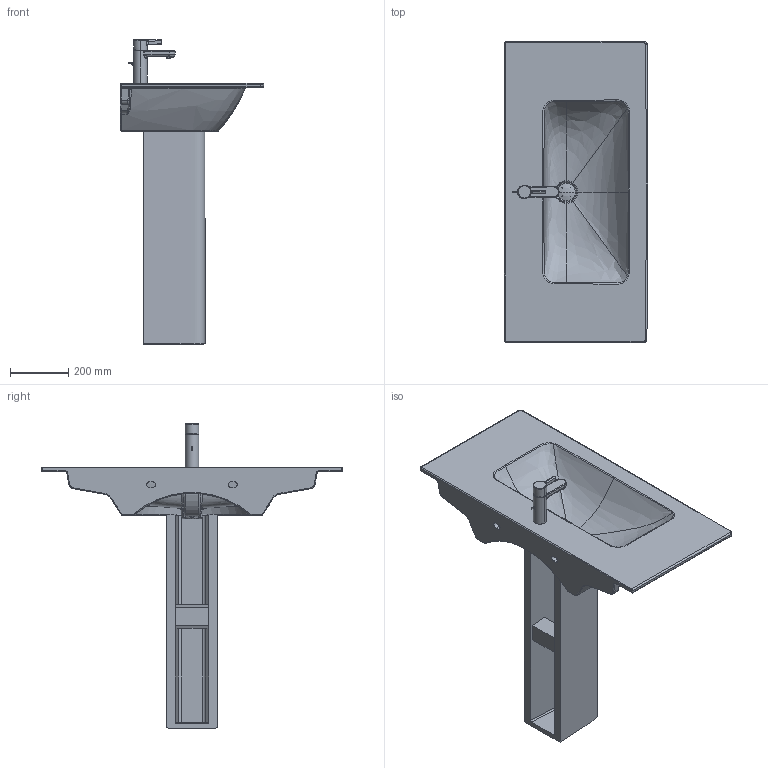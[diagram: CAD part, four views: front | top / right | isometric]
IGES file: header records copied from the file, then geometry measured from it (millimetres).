
Global section: file name: No Iges File Name specified; native system: Autodesk Inventor 2011; preprocessor: AutoDesk Inventor Iges Exporter R2011; author: Administrator; date: 20150909.215736; units: millimetre
Bounding box: 490.18 x 1030.23 x 1042.35 mm (x, y, z)
Volume: 30143948.1 mm3; surface area: 2419582.7 mm2
Topology: 8 solids, 8 shells, 394 faces, 986 edges, 609 vertices
Faces by surface type: bspline 130, plane 101, revolution 62, cylinder 59, torus 23, cone 15, sphere 4
